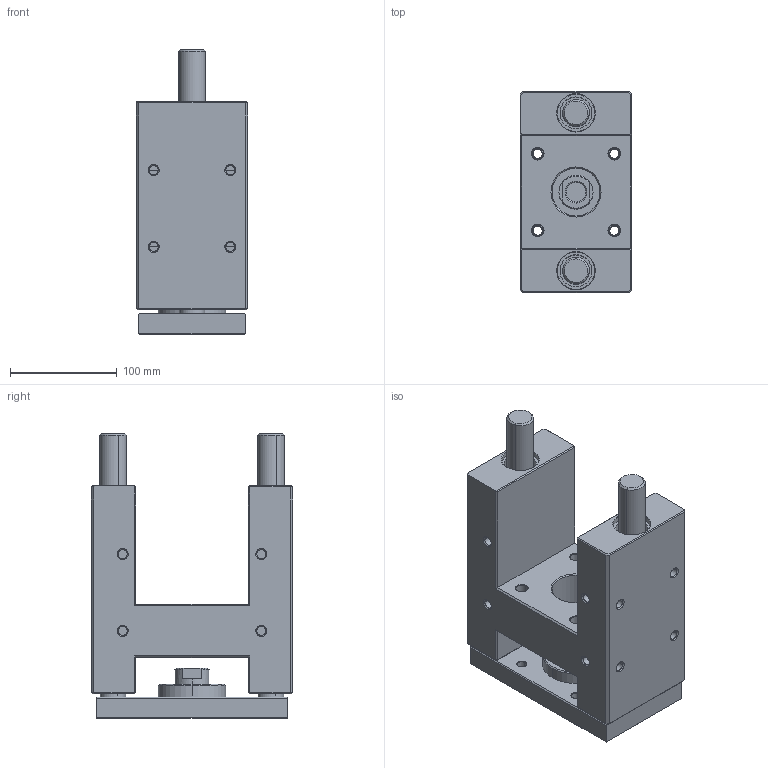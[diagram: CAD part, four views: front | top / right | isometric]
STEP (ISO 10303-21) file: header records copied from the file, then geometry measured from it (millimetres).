
FILE_DESCRIPTION (( 'STEP AP214' ), '1' );
FILE_NAME ('80 H-GUIDING.STEP', '2010-08-06T15:20:42', ( '' ), ( '' ), 'SwSTEP 2.0', 'SolidWorks 2010', '' );
FILE_SCHEMA (( 'AUTOMOTIVE_DESIGN' ));
Length unit declared in the file: millimetre
Products named in the file (5): 茿P  80  H-YATAK 諲; ÇAP  80  H-YATAK MÝLÝ; ÇAP 80  H-YATAK CÝVATASI  MÝL YATAÐI ÝÇÝN; 茿P  80  H-YATAK  ARKA; 80  H-GUIDING
Assembly tree (6 placements, depth 2):
  80  H-GUIDING
    茿P  80  H-YATAK 諲
    ÇAP  80  H-YATAK MÝLÝ  x2
    ÇAP 80  H-YATAK CÝVATASI  MÝL YATAÐI ÝÇÝN  x2
    茿P  80  H-YATAK  ARKA
Bounding box: 105 x 189 x 267 mm (x, y, z)
Volume: 2469574.9 mm3; surface area: 312848.8 mm2
Topology: 6 solids, 6 shells, 376 faces, 823 edges, 500 vertices
Faces by surface type: plane 142, cylinder 128, cone 98, torus 8
Entity records: 10119 total; most frequent: CARTESIAN_POINT 1774, DIRECTION 1765, ORIENTED_EDGE 1502, EDGE_CURVE 751, AXIS2_PLACEMENT_3D 683, VERTEX_POINT 456, EDGE_LOOP 415, LINE 399
